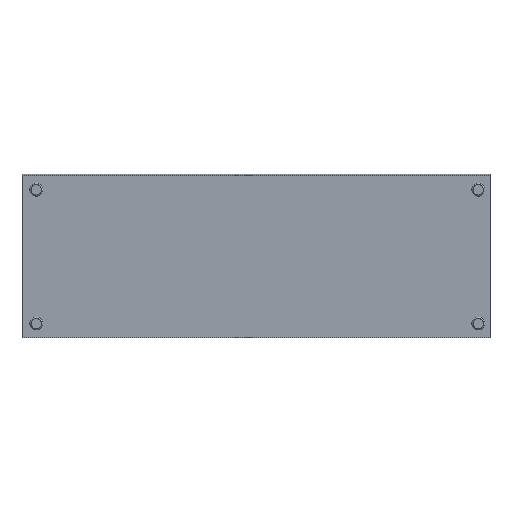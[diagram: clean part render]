
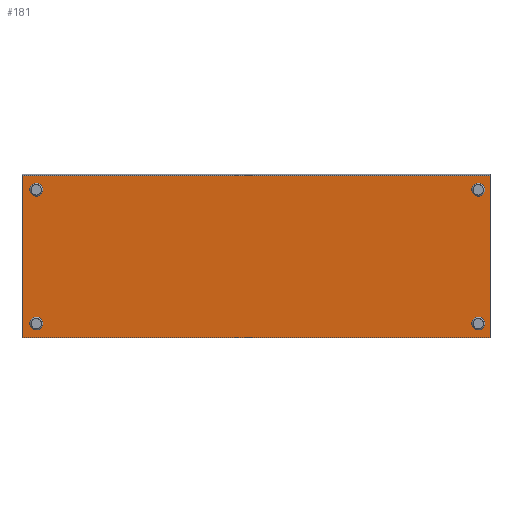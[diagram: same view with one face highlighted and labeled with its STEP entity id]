
A CAD part, top view. The second image highlights one B-rep face of the part: STEP entity #181.
In plain terms, the highlighted planar face has unit normal (0, -0.087, 0.996).
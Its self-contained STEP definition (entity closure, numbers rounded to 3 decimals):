
#15=FACE_BOUND('',#50,.T.);
#16=FACE_BOUND('',#51,.T.);
#17=FACE_BOUND('',#52,.T.);
#18=FACE_BOUND('',#53,.T.);
#23=PLANE('',#204);
#36=FACE_OUTER_BOUND('',#49,.T.);
#49=EDGE_LOOP('',(#147,#148,#149,#150));
#50=EDGE_LOOP('',(#151));
#51=EDGE_LOOP('',(#152));
#52=EDGE_LOOP('',(#153));
#53=EDGE_LOOP('',(#154));
#62=LINE('',#298,#75);
#63=LINE('',#300,#76);
#64=LINE('',#302,#77);
#65=LINE('',#303,#78);
#75=VECTOR('',#249,10.);
#76=VECTOR('',#250,10.);
#77=VECTOR('',#251,10.);
#78=VECTOR('',#252,10.);
#85=CIRCLE('',#190,5.);
#87=CIRCLE('',#194,5.);
#89=CIRCLE('',#198,5.);
#91=CIRCLE('',#202,5.);
#93=VERTEX_POINT('',#270);
#95=VERTEX_POINT('',#277);
#97=VERTEX_POINT('',#284);
#99=VERTEX_POINT('',#291);
#100=VERTEX_POINT('',#296);
#101=VERTEX_POINT('',#297);
#102=VERTEX_POINT('',#299);
#103=VERTEX_POINT('',#301);
#108=EDGE_CURVE('',#93,#93,#85,.T.);
#111=EDGE_CURVE('',#95,#95,#87,.T.);
#114=EDGE_CURVE('',#97,#97,#89,.T.);
#117=EDGE_CURVE('',#99,#99,#91,.T.);
#118=EDGE_CURVE('',#100,#101,#62,.T.);
#119=EDGE_CURVE('',#101,#102,#63,.T.);
#120=EDGE_CURVE('',#103,#102,#64,.T.);
#121=EDGE_CURVE('',#100,#103,#65,.T.);
#147=ORIENTED_EDGE('',*,*,#118,.T.);
#148=ORIENTED_EDGE('',*,*,#119,.T.);
#149=ORIENTED_EDGE('',*,*,#120,.F.);
#150=ORIENTED_EDGE('',*,*,#121,.F.);
#151=ORIENTED_EDGE('',*,*,#111,.T.);
#152=ORIENTED_EDGE('',*,*,#117,.T.);
#153=ORIENTED_EDGE('',*,*,#108,.T.);
#154=ORIENTED_EDGE('',*,*,#114,.T.);
#181=ADVANCED_FACE('',(#36,#15,#16,#17,#18),#23,.T.);
#190=AXIS2_PLACEMENT_3D('',#272,#216,#217);
#194=AXIS2_PLACEMENT_3D('',#279,#225,#226);
#198=AXIS2_PLACEMENT_3D('',#286,#234,#235);
#202=AXIS2_PLACEMENT_3D('',#293,#243,#244);
#204=AXIS2_PLACEMENT_3D('',#295,#247,#248);
#216=DIRECTION('center_axis',(0.,0.087,-0.996));
#217=DIRECTION('ref_axis',(1.,0.,0.));
#225=DIRECTION('center_axis',(0.,0.087,-0.996));
#226=DIRECTION('ref_axis',(1.,0.,0.));
#234=DIRECTION('center_axis',(0.,0.087,-0.996));
#235=DIRECTION('ref_axis',(1.,0.,0.));
#243=DIRECTION('center_axis',(0.,0.087,-0.996));
#244=DIRECTION('ref_axis',(1.,0.,0.));
#247=DIRECTION('center_axis',(0.,-0.087,0.996));
#248=DIRECTION('ref_axis',(0.,-0.996,-0.087));
#249=DIRECTION('',(0.,-0.996,-0.087));
#250=DIRECTION('',(1.,0.,0.));
#251=DIRECTION('',(0.,-0.996,-0.087));
#252=DIRECTION('',(1.,0.,0.));
#270=CARTESIAN_POINT('',(380.782,27.677,9.702));
#272=CARTESIAN_POINT('Origin',(385.782,27.677,9.702));
#277=CARTESIAN_POINT('',(380.782,-75.331,0.69));
#279=CARTESIAN_POINT('Origin',(385.782,-75.331,0.69));
#284=CARTESIAN_POINT('',(40.299,-75.331,0.69));
#286=CARTESIAN_POINT('Origin',(45.299,-75.331,0.69));
#291=CARTESIAN_POINT('',(40.299,27.677,9.702));
#293=CARTESIAN_POINT('Origin',(45.299,27.677,9.702));
#295=CARTESIAN_POINT('Origin',(34.299,38.635,10.661));
#296=CARTESIAN_POINT('',(34.299,38.635,10.661));
#297=CARTESIAN_POINT('',(34.299,-86.29,-0.269));
#298=CARTESIAN_POINT('',(34.299,38.635,10.661));
#299=CARTESIAN_POINT('',(394.782,-86.29,-0.269));
#300=CARTESIAN_POINT('',(34.299,-86.29,-0.269));
#301=CARTESIAN_POINT('',(394.782,38.635,10.661));
#302=CARTESIAN_POINT('',(394.782,38.635,10.661));
#303=CARTESIAN_POINT('',(34.299,38.635,10.661));
